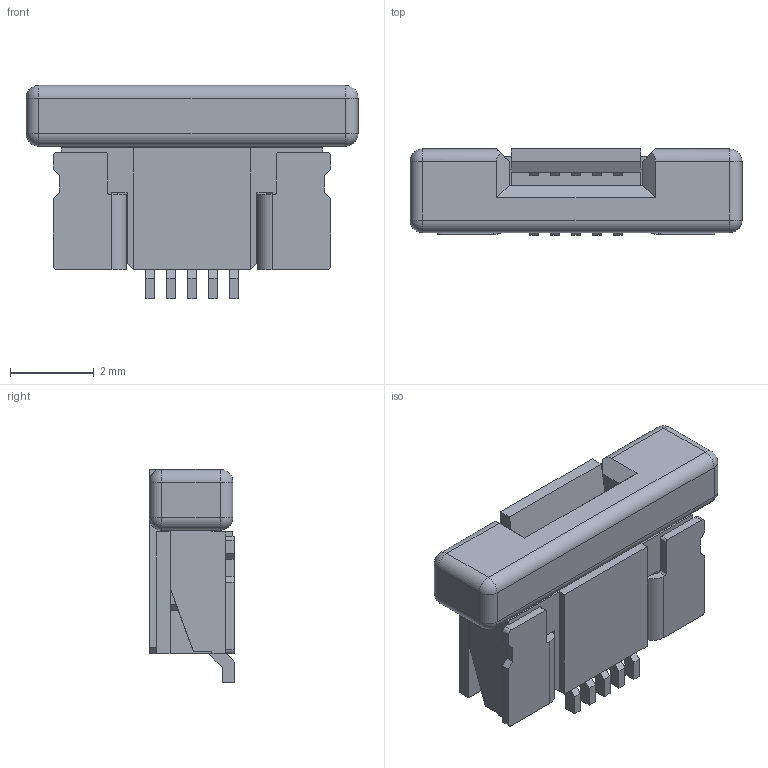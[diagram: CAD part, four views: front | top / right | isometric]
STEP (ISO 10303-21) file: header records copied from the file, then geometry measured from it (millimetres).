
FILE_DESCRIPTION((''),'2;1');
FILE_NAME('C-1734839-5','2014-11-19T',('workeradm'),('Tyco Electronics Ltd.'),'PRO/ENGINEER BY PARAMETRIC TECHNOLOGY CORPORATION, 2014090','PRO/ENGINEER BY PARAMETRIC TECHNOLOGY CORPORATION, 2014090','');
FILE_SCHEMA(('AUTOMOTIVE_DESIGN { 1 0 10303 214 1 1 1 1 }'));
Length unit declared in the file: millimetre
Products named in the file (1): C-1734839-5
Bounding box: 7.93 x 2.05 x 5.11 mm (x, y, z)
Volume: 50.8 mm3; surface area: 178 mm2
Topology: 1 solids, 1 shells, 224 faces, 625 edges, 398 vertices
Faces by surface type: plane 181, cylinder 35, sphere 8
Entity records: 7237 total; most frequent: CARTESIAN_POINT 1271, ORIENTED_EDGE 1250, DIRECTION 1133, EDGE_CURVE 625, VECTOR 553, LINE 553, VERTEX_POINT 398, AXIS2_PLACEMENT_3D 290
